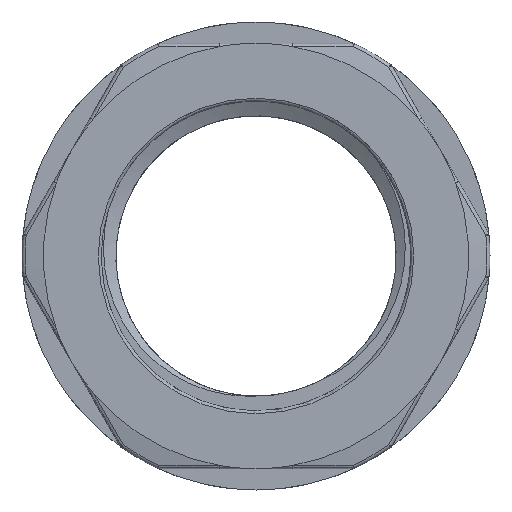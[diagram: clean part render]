
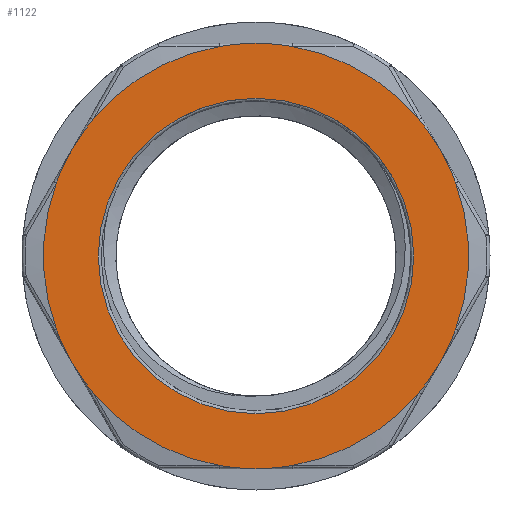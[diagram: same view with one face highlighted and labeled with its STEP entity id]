
A CAD part, left-side view. The second image highlights one B-rep face of the part: STEP entity #1122.
In plain terms, the highlighted planar face has unit normal (-1, 0, 0).
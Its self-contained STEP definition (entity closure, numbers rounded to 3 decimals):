
#33=PLANE('',#1215);
#50=FACE_BOUND('',#279,.T.);
#62=CIRCLE('',#1211,8.161);
#65=CIRCLE('',#1216,11.);
#66=CIRCLE('',#1217,11.);
#67=CIRCLE('',#1218,11.);
#68=CIRCLE('',#1219,11.);
#69=CIRCLE('',#1220,11.);
#70=CIRCLE('',#1221,11.);
#71=CIRCLE('',#1222,11.);
#72=CIRCLE('',#1223,11.);
#73=CIRCLE('',#1224,11.);
#74=CIRCLE('',#1225,11.);
#75=CIRCLE('',#1226,11.);
#76=CIRCLE('',#1227,11.);
#77=CIRCLE('',#1228,11.);
#78=CIRCLE('',#1229,11.);
#79=CIRCLE('',#1230,11.);
#80=CIRCLE('',#1231,11.);
#81=CIRCLE('',#1232,11.);
#82=CIRCLE('',#1233,11.);
#194=FACE_OUTER_BOUND('',#278,.T.);
#278=EDGE_LOOP('',(#768,#769,#770,#771,#772,#773,#774,#775,#776,#777,#778,
#779,#780,#781,#782,#783,#784,#785));
#279=EDGE_LOOP('',(#786));
#474=VERTEX_POINT('',#2365);
#475=VERTEX_POINT('',#2371);
#476=VERTEX_POINT('',#2372);
#477=VERTEX_POINT('',#2374);
#478=VERTEX_POINT('',#2376);
#479=VERTEX_POINT('',#2378);
#480=VERTEX_POINT('',#2380);
#481=VERTEX_POINT('',#2382);
#482=VERTEX_POINT('',#2384);
#483=VERTEX_POINT('',#2386);
#484=VERTEX_POINT('',#2388);
#485=VERTEX_POINT('',#2390);
#486=VERTEX_POINT('',#2392);
#487=VERTEX_POINT('',#2394);
#488=VERTEX_POINT('',#2396);
#489=VERTEX_POINT('',#2398);
#490=VERTEX_POINT('',#2400);
#491=VERTEX_POINT('',#2402);
#492=VERTEX_POINT('',#2404);
#578=EDGE_CURVE('',#474,#474,#62,.T.);
#581=EDGE_CURVE('',#475,#476,#65,.T.);
#582=EDGE_CURVE('',#477,#475,#66,.T.);
#583=EDGE_CURVE('',#478,#477,#67,.T.);
#584=EDGE_CURVE('',#479,#478,#68,.T.);
#585=EDGE_CURVE('',#480,#479,#69,.T.);
#586=EDGE_CURVE('',#481,#480,#70,.T.);
#587=EDGE_CURVE('',#482,#481,#71,.T.);
#588=EDGE_CURVE('',#483,#482,#72,.T.);
#589=EDGE_CURVE('',#484,#483,#73,.T.);
#590=EDGE_CURVE('',#485,#484,#74,.T.);
#591=EDGE_CURVE('',#486,#485,#75,.T.);
#592=EDGE_CURVE('',#487,#486,#76,.T.);
#593=EDGE_CURVE('',#488,#487,#77,.T.);
#594=EDGE_CURVE('',#489,#488,#78,.T.);
#595=EDGE_CURVE('',#490,#489,#79,.T.);
#596=EDGE_CURVE('',#491,#490,#80,.T.);
#597=EDGE_CURVE('',#492,#491,#81,.T.);
#598=EDGE_CURVE('',#476,#492,#82,.T.);
#768=ORIENTED_EDGE('',*,*,#581,.F.);
#769=ORIENTED_EDGE('',*,*,#582,.F.);
#770=ORIENTED_EDGE('',*,*,#583,.F.);
#771=ORIENTED_EDGE('',*,*,#584,.F.);
#772=ORIENTED_EDGE('',*,*,#585,.F.);
#773=ORIENTED_EDGE('',*,*,#586,.F.);
#774=ORIENTED_EDGE('',*,*,#587,.F.);
#775=ORIENTED_EDGE('',*,*,#588,.F.);
#776=ORIENTED_EDGE('',*,*,#589,.F.);
#777=ORIENTED_EDGE('',*,*,#590,.F.);
#778=ORIENTED_EDGE('',*,*,#591,.F.);
#779=ORIENTED_EDGE('',*,*,#592,.F.);
#780=ORIENTED_EDGE('',*,*,#593,.F.);
#781=ORIENTED_EDGE('',*,*,#594,.F.);
#782=ORIENTED_EDGE('',*,*,#595,.F.);
#783=ORIENTED_EDGE('',*,*,#596,.F.);
#784=ORIENTED_EDGE('',*,*,#597,.F.);
#785=ORIENTED_EDGE('',*,*,#598,.F.);
#786=ORIENTED_EDGE('',*,*,#578,.F.);
#1122=ADVANCED_FACE('',(#194,#50),#33,.T.);
#1211=AXIS2_PLACEMENT_3D('',#2366,#1378,#1379);
#1215=AXIS2_PLACEMENT_3D('',#2370,#1386,#1387);
#1216=AXIS2_PLACEMENT_3D('',#2373,#1388,#1389);
#1217=AXIS2_PLACEMENT_3D('',#2375,#1390,#1391);
#1218=AXIS2_PLACEMENT_3D('',#2377,#1392,#1393);
#1219=AXIS2_PLACEMENT_3D('',#2379,#1394,#1395);
#1220=AXIS2_PLACEMENT_3D('',#2381,#1396,#1397);
#1221=AXIS2_PLACEMENT_3D('',#2383,#1398,#1399);
#1222=AXIS2_PLACEMENT_3D('',#2385,#1400,#1401);
#1223=AXIS2_PLACEMENT_3D('',#2387,#1402,#1403);
#1224=AXIS2_PLACEMENT_3D('',#2389,#1404,#1405);
#1225=AXIS2_PLACEMENT_3D('',#2391,#1406,#1407);
#1226=AXIS2_PLACEMENT_3D('',#2393,#1408,#1409);
#1227=AXIS2_PLACEMENT_3D('',#2395,#1410,#1411);
#1228=AXIS2_PLACEMENT_3D('',#2397,#1412,#1413);
#1229=AXIS2_PLACEMENT_3D('',#2399,#1414,#1415);
#1230=AXIS2_PLACEMENT_3D('',#2401,#1416,#1417);
#1231=AXIS2_PLACEMENT_3D('',#2403,#1418,#1419);
#1232=AXIS2_PLACEMENT_3D('',#2405,#1420,#1421);
#1233=AXIS2_PLACEMENT_3D('',#2406,#1422,#1423);
#1378=DIRECTION('center_axis',(-1.,0.,0.));
#1379=DIRECTION('ref_axis',(0.,-0.866,0.5));
#1386=DIRECTION('center_axis',(-1.,0.,0.));
#1387=DIRECTION('ref_axis',(0.,0.,1.));
#1388=DIRECTION('center_axis',(1.,0.,0.));
#1389=DIRECTION('ref_axis',(0.,-1.,0.));
#1390=DIRECTION('center_axis',(1.,0.,0.));
#1391=DIRECTION('ref_axis',(0.,-1.,0.));
#1392=DIRECTION('center_axis',(1.,0.,0.));
#1393=DIRECTION('ref_axis',(0.,-1.,0.));
#1394=DIRECTION('center_axis',(1.,0.,0.));
#1395=DIRECTION('ref_axis',(0.,-1.,0.));
#1396=DIRECTION('center_axis',(1.,0.,0.));
#1397=DIRECTION('ref_axis',(0.,-1.,0.));
#1398=DIRECTION('center_axis',(1.,0.,0.));
#1399=DIRECTION('ref_axis',(0.,-1.,0.));
#1400=DIRECTION('center_axis',(1.,0.,0.));
#1401=DIRECTION('ref_axis',(0.,-1.,0.));
#1402=DIRECTION('center_axis',(1.,0.,0.));
#1403=DIRECTION('ref_axis',(0.,-1.,0.));
#1404=DIRECTION('center_axis',(1.,0.,0.));
#1405=DIRECTION('ref_axis',(0.,-1.,0.));
#1406=DIRECTION('center_axis',(1.,0.,0.));
#1407=DIRECTION('ref_axis',(0.,-1.,0.));
#1408=DIRECTION('center_axis',(1.,0.,0.));
#1409=DIRECTION('ref_axis',(0.,-1.,0.));
#1410=DIRECTION('center_axis',(1.,0.,0.));
#1411=DIRECTION('ref_axis',(0.,-1.,0.));
#1412=DIRECTION('center_axis',(1.,0.,0.));
#1413=DIRECTION('ref_axis',(0.,-1.,0.));
#1414=DIRECTION('center_axis',(1.,0.,0.));
#1415=DIRECTION('ref_axis',(0.,-1.,0.));
#1416=DIRECTION('center_axis',(1.,0.,0.));
#1417=DIRECTION('ref_axis',(0.,-1.,0.));
#1418=DIRECTION('center_axis',(1.,0.,0.));
#1419=DIRECTION('ref_axis',(0.,-1.,0.));
#1420=DIRECTION('center_axis',(1.,0.,0.));
#1421=DIRECTION('ref_axis',(0.,-1.,0.));
#1422=DIRECTION('center_axis',(1.,0.,0.));
#1423=DIRECTION('ref_axis',(0.,-1.,0.));
#2365=CARTESIAN_POINT('',(-5.,7.068,-4.081));
#2366=CARTESIAN_POINT('Origin',(-5.,0.,0.));
#2370=CARTESIAN_POINT('Origin',(-5.,12.105,0.));
#2371=CARTESIAN_POINT('',(-5.,9.526,-5.5));
#2372=CARTESIAN_POINT('',(-5.,10.332,-3.774));
#2373=CARTESIAN_POINT('Origin',(-5.,0.,0.));
#2374=CARTESIAN_POINT('',(-5.,8.435,-7.061));
#2375=CARTESIAN_POINT('Origin',(-5.,0.,0.));
#2376=CARTESIAN_POINT('',(-5.,1.898,-10.835));
#2377=CARTESIAN_POINT('Origin',(-5.,0.,0.));
#2378=CARTESIAN_POINT('',(-5.,0.,-11.));
#2379=CARTESIAN_POINT('Origin',(-5.,0.,0.));
#2380=CARTESIAN_POINT('',(-5.,-1.898,-10.835));
#2381=CARTESIAN_POINT('Origin',(-5.,0.,0.));
#2382=CARTESIAN_POINT('',(-5.,-8.435,-7.061));
#2383=CARTESIAN_POINT('Origin',(-5.,0.,0.));
#2384=CARTESIAN_POINT('',(-5.,-9.526,-5.5));
#2385=CARTESIAN_POINT('Origin',(-5.,0.,0.));
#2386=CARTESIAN_POINT('',(-5.,-10.332,-3.774));
#2387=CARTESIAN_POINT('Origin',(-5.,0.,0.));
#2388=CARTESIAN_POINT('',(-5.,-10.332,3.774));
#2389=CARTESIAN_POINT('Origin',(-5.,0.,0.));
#2390=CARTESIAN_POINT('',(-5.,-9.526,5.5));
#2391=CARTESIAN_POINT('Origin',(-5.,0.,0.));
#2392=CARTESIAN_POINT('',(-5.,-8.435,7.061));
#2393=CARTESIAN_POINT('Origin',(-5.,0.,0.));
#2394=CARTESIAN_POINT('',(-5.,-1.898,10.835));
#2395=CARTESIAN_POINT('Origin',(-5.,0.,0.));
#2396=CARTESIAN_POINT('',(-5.,0.,11.));
#2397=CARTESIAN_POINT('Origin',(-5.,0.,0.));
#2398=CARTESIAN_POINT('',(-5.,1.898,10.835));
#2399=CARTESIAN_POINT('Origin',(-5.,0.,0.));
#2400=CARTESIAN_POINT('',(-5.,8.435,7.061));
#2401=CARTESIAN_POINT('Origin',(-5.,0.,0.));
#2402=CARTESIAN_POINT('',(-5.,9.526,5.5));
#2403=CARTESIAN_POINT('Origin',(-5.,0.,0.));
#2404=CARTESIAN_POINT('',(-5.,10.332,3.774));
#2405=CARTESIAN_POINT('Origin',(-5.,0.,0.));
#2406=CARTESIAN_POINT('Origin',(-5.,0.,0.));
